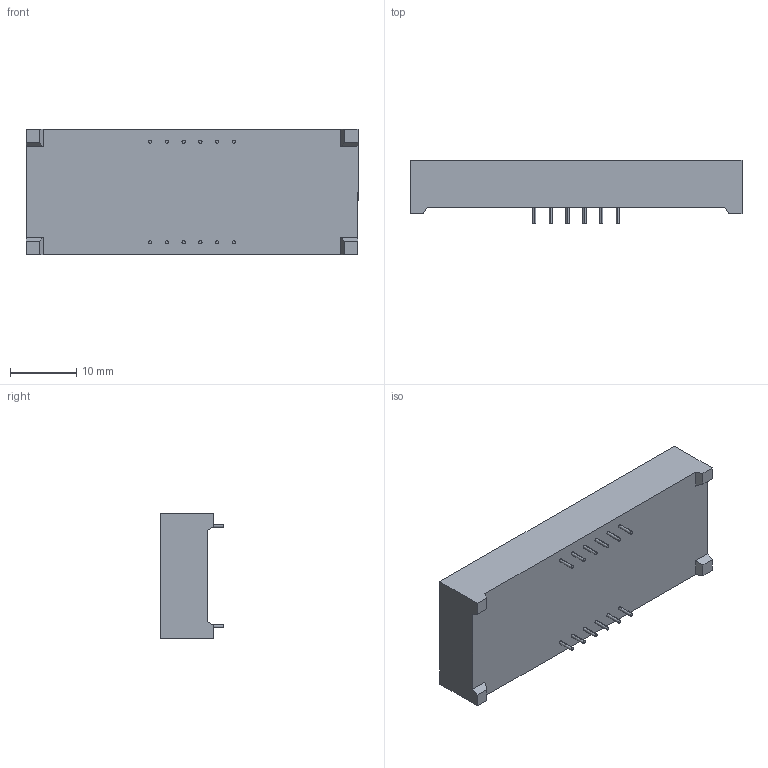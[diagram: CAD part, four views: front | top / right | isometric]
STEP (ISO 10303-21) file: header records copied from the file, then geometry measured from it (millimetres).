
FILE_DESCRIPTION (( 'STEP AP214' ), '1' );
FILE_NAME ('CC56-12SRWA.STEP', '2021-03-15T17:10:48', ( '' ), ( '' ), 'SwSTEP 2.0', 'SolidWorks 2020', '' );
FILE_SCHEMA (( 'AUTOMOTIVE_DESIGN' ));
Length unit declared in the file: millimetre
Products named in the file (1): CC56-12SRWA
Bounding box: 50.3 x 9.6 x 19 mm (x, y, z)
Volume: 6786.9 mm3; surface area: 3019.7 mm2
Topology: 13 solids, 13 shells, 264 faces, 612 edges, 408 vertices
Faces by surface type: plane 212, cylinder 52
Entity records: 10343 total; most frequent: CARTESIAN_POINT 1285, DIRECTION 1246, ORIENTED_EDGE 1224, EDGE_CURVE 612, VECTOR 508, LINE 508, VERTEX_POINT 408, AXIS2_PLACEMENT_3D 369
